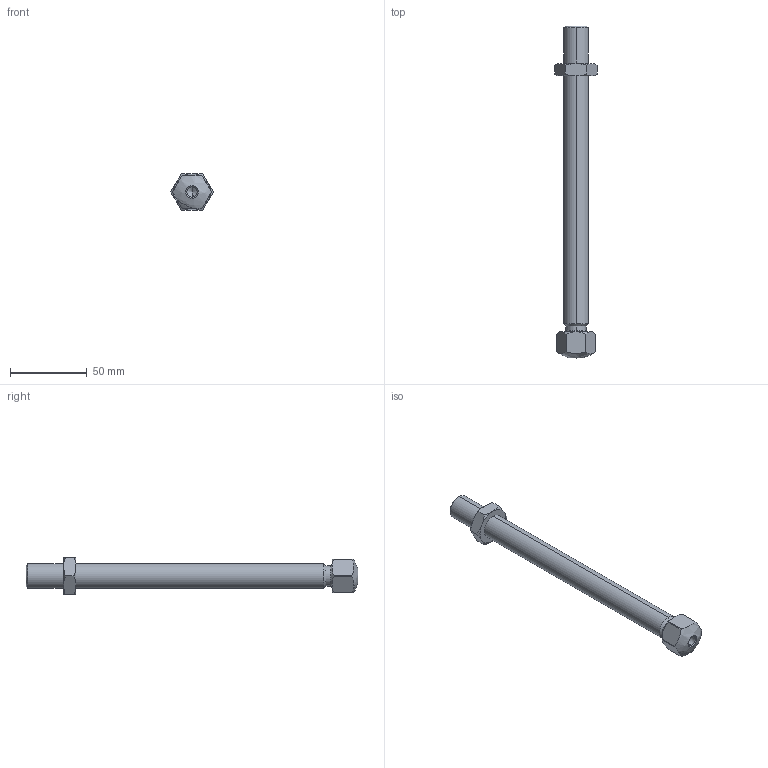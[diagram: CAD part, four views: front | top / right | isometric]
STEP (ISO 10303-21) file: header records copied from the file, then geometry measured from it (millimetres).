
FILE_DESCRIPTION (( 'STEP AP214' ), '1' );
FILE_NAME ('203600608.STEP', '2014-02-17T15:38:22', ( '' ), ( '' ), 'SwSTEP 2.0', 'SolidWorks 2014', '' );
FILE_SCHEMA (( 'AUTOMOTIVE_DESIGN' ));
Length unit declared in the file: millimetre
Products named in the file (1): 203600608
Bounding box: 27.71 x 216.98 x 24 mm (x, y, z)
Volume: 48625.6 mm3; surface area: 13817.4 mm2
Topology: 2 solids, 2 shells, 71 faces, 169 edges, 100 vertices
Faces by surface type: cone 35, cylinder 16, plane 16, bspline 4
Entity records: 3222 total; most frequent: CARTESIAN_POINT 832, ORIENTED_EDGE 330, DIRECTION 323, EDGE_CURVE 165, AXIS2_PLACEMENT_3D 136, VERTEX_POINT 100, EDGE_LOOP 75, UNCERTAINTY_MEASURE_WITH_UNIT 75
